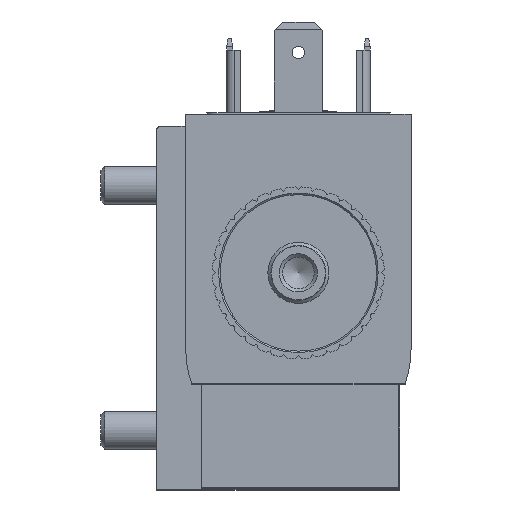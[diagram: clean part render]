
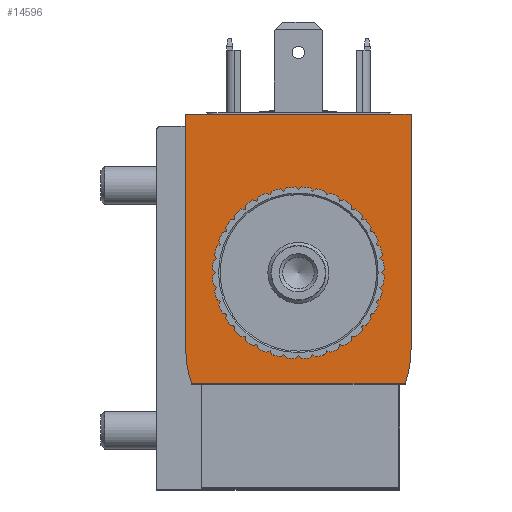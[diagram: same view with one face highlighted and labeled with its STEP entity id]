
A CAD part, top view. The second image highlights one B-rep face of the part: STEP entity #14596.
In plain terms, the highlighted planar face has unit normal (0, 0, 1).
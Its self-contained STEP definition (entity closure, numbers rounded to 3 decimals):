
#338=PLANE('',#15626);
#1158=LINE('',#21579,#2196);
#1161=LINE('',#21585,#2199);
#1165=LINE('',#21595,#2203);
#1171=LINE('',#21617,#2209);
#2196=VECTOR('',#18093,1000.);
#2199=VECTOR('',#18098,1000.);
#2203=VECTOR('',#18108,1000.);
#2209=VECTOR('',#18128,1000.);
#4394=ORIENTED_EDGE('',*,*,#6763,.T.);
#4395=ORIENTED_EDGE('',*,*,#6764,.T.);
#4396=ORIENTED_EDGE('',*,*,#6765,.T.);
#4397=ORIENTED_EDGE('',*,*,#6766,.T.);
#4398=ORIENTED_EDGE('',*,*,#6767,.T.);
#4399=ORIENTED_EDGE('',*,*,#6768,.T.);
#4400=ORIENTED_EDGE('',*,*,#6769,.T.);
#4401=ORIENTED_EDGE('',*,*,#6770,.T.);
#4402=ORIENTED_EDGE('',*,*,#6771,.T.);
#4403=ORIENTED_EDGE('',*,*,#6743,.T.);
#4404=ORIENTED_EDGE('',*,*,#6749,.T.);
#4405=ORIENTED_EDGE('',*,*,#6751,.T.);
#4406=ORIENTED_EDGE('',*,*,#6753,.T.);
#4407=ORIENTED_EDGE('',*,*,#6746,.T.);
#4408=ORIENTED_EDGE('',*,*,#6762,.T.);
#6743=EDGE_CURVE('',#8057,#8058,#1158,.T.);
#6746=EDGE_CURVE('',#8059,#8060,#1161,.T.);
#6749=EDGE_CURVE('',#8058,#8061,#8787,.T.);
#6751=EDGE_CURVE('',#8061,#8062,#1165,.T.);
#6753=EDGE_CURVE('',#8062,#8059,#8788,.T.);
#6762=EDGE_CURVE('',#8060,#8057,#1171,.T.);
#6763=EDGE_CURVE('',#8071,#8071,#8793,.T.);
#6764=EDGE_CURVE('',#8072,#8072,#8794,.T.);
#6765=EDGE_CURVE('',#8073,#8073,#8795,.T.);
#6766=EDGE_CURVE('',#8074,#8074,#8796,.T.);
#6767=EDGE_CURVE('',#8075,#8075,#8797,.T.);
#6768=EDGE_CURVE('',#8076,#8076,#8798,.T.);
#6769=EDGE_CURVE('',#8077,#8077,#8799,.T.);
#6770=EDGE_CURVE('',#8078,#8078,#8800,.T.);
#6771=EDGE_CURVE('',#8079,#8079,#8801,.T.);
#8057=VERTEX_POINT('',#21580);
#8058=VERTEX_POINT('',#21581);
#8059=VERTEX_POINT('',#21586);
#8060=VERTEX_POINT('',#21587);
#8061=VERTEX_POINT('',#21592);
#8062=VERTEX_POINT('',#21596);
#8071=VERTEX_POINT('',#21620);
#8072=VERTEX_POINT('',#21622);
#8073=VERTEX_POINT('',#21624);
#8074=VERTEX_POINT('',#21626);
#8075=VERTEX_POINT('',#21628);
#8076=VERTEX_POINT('',#21630);
#8077=VERTEX_POINT('',#21632);
#8078=VERTEX_POINT('',#21634);
#8079=VERTEX_POINT('',#21636);
#8787=CIRCLE('',#15617,13.5);
#8788=CIRCLE('',#15620,13.5);
#8793=CIRCLE('',#15627,0.875);
#8794=CIRCLE('',#15628,0.875);
#8795=CIRCLE('',#15629,0.875);
#8796=CIRCLE('',#15630,0.875);
#8797=CIRCLE('',#15631,0.875);
#8798=CIRCLE('',#15632,0.875);
#8799=CIRCLE('',#15633,0.875);
#8800=CIRCLE('',#15634,0.875);
#8801=CIRCLE('',#15635,7.8);
#9436=EDGE_LOOP('',(#4394));
#9437=EDGE_LOOP('',(#4395));
#9438=EDGE_LOOP('',(#4396));
#9439=EDGE_LOOP('',(#4397));
#9440=EDGE_LOOP('',(#4398));
#9441=EDGE_LOOP('',(#4399));
#9442=EDGE_LOOP('',(#4400));
#9443=EDGE_LOOP('',(#4401));
#9444=EDGE_LOOP('',(#4402));
#9445=EDGE_LOOP('',(#4403,#4404,#4405,#4406,#4407,#4408));
#10295=FACE_BOUND('',#9436,.T.);
#10296=FACE_BOUND('',#9437,.T.);
#10297=FACE_BOUND('',#9438,.T.);
#10298=FACE_BOUND('',#9439,.T.);
#10299=FACE_BOUND('',#9440,.T.);
#10300=FACE_BOUND('',#9441,.T.);
#10301=FACE_BOUND('',#9442,.T.);
#10302=FACE_BOUND('',#9443,.T.);
#10303=FACE_BOUND('',#9444,.T.);
#10304=FACE_BOUND('',#9445,.T.);
#14596=ADVANCED_FACE('',(#10295,#10296,#10297,#10298,#10299,#10300,#10301,
#10302,#10303,#10304),#338,.T.);
#15617=AXIS2_PLACEMENT_3D('',#21591,#18103,#18104);
#15620=AXIS2_PLACEMENT_3D('',#21599,#18112,#18113);
#15626=AXIS2_PLACEMENT_3D('',#21618,#18129,#18130);
#15627=AXIS2_PLACEMENT_3D('',#21619,#18131,#18132);
#15628=AXIS2_PLACEMENT_3D('',#21621,#18133,#18134);
#15629=AXIS2_PLACEMENT_3D('',#21623,#18135,#18136);
#15630=AXIS2_PLACEMENT_3D('',#21625,#18137,#18138);
#15631=AXIS2_PLACEMENT_3D('',#21627,#18139,#18140);
#15632=AXIS2_PLACEMENT_3D('',#21629,#18141,#18142);
#15633=AXIS2_PLACEMENT_3D('',#21631,#18143,#18144);
#15634=AXIS2_PLACEMENT_3D('',#21633,#18145,#18146);
#15635=AXIS2_PLACEMENT_3D('',#21635,#18147,#18148);
#18093=DIRECTION('',(0.,-1.,0.));
#18098=DIRECTION('',(0.,1.,0.));
#18103=DIRECTION('',(0.,0.,1.));
#18104=DIRECTION('',(1.,0.,0.));
#18108=DIRECTION('',(1.,0.,0.));
#18112=DIRECTION('',(0.,0.,1.));
#18113=DIRECTION('',(1.,0.,0.));
#18128=DIRECTION('',(-1.,0.,0.));
#18129=DIRECTION('',(0.,0.,1.));
#18130=DIRECTION('',(1.,0.,0.));
#18131=DIRECTION('',(0.,0.,-1.));
#18132=DIRECTION('',(-1.,0.,0.));
#18133=DIRECTION('',(0.,0.,-1.));
#18134=DIRECTION('',(-1.,0.,0.));
#18135=DIRECTION('',(0.,0.,-1.));
#18136=DIRECTION('',(-1.,0.,0.));
#18137=DIRECTION('',(0.,0.,-1.));
#18138=DIRECTION('',(-1.,0.,0.));
#18139=DIRECTION('',(0.,0.,-1.));
#18140=DIRECTION('',(-1.,0.,0.));
#18141=DIRECTION('',(0.,0.,-1.));
#18142=DIRECTION('',(-1.,0.,0.));
#18143=DIRECTION('',(0.,0.,-1.));
#18144=DIRECTION('',(-1.,0.,0.));
#18145=DIRECTION('',(0.,0.,-1.));
#18146=DIRECTION('',(-1.,0.,0.));
#18147=DIRECTION('',(0.,0.,-1.));
#18148=DIRECTION('',(-1.,0.,0.));
#21579=CARTESIAN_POINT('',(-14.75,0.,0.));
#21580=CARTESIAN_POINT('',(-14.75,0.,0.));
#21581=CARTESIAN_POINT('',(-14.75,-30.8,0.));
#21585=CARTESIAN_POINT('',(14.75,-30.8,0.));
#21586=CARTESIAN_POINT('',(14.75,-30.8,0.));
#21587=CARTESIAN_POINT('',(14.75,0.,0.));
#21591=CARTESIAN_POINT('',(-1.25,-30.8,0.));
#21592=CARTESIAN_POINT('',(-13.978,-35.3,0.));
#21595=CARTESIAN_POINT('',(-13.978,-35.3,0.));
#21596=CARTESIAN_POINT('',(13.978,-35.3,0.));
#21599=CARTESIAN_POINT('',(1.25,-30.8,0.));
#21617=CARTESIAN_POINT('',(14.75,0.,0.));
#21618=CARTESIAN_POINT('',(-1.25,-30.8,0.));
#21619=CARTESIAN_POINT('',(-9.2,-20.8,0.));
#21620=CARTESIAN_POINT('',(-10.075,-20.8,0.));
#21621=CARTESIAN_POINT('',(-6.505,-27.305,0.));
#21622=CARTESIAN_POINT('',(-7.38,-27.305,0.));
#21623=CARTESIAN_POINT('',(0.,-30.,0.));
#21624=CARTESIAN_POINT('',(-0.875,-30.,0.));
#21625=CARTESIAN_POINT('',(6.505,-27.305,0.));
#21626=CARTESIAN_POINT('',(5.63,-27.305,0.));
#21627=CARTESIAN_POINT('',(9.2,-20.8,0.));
#21628=CARTESIAN_POINT('',(8.325,-20.8,0.));
#21629=CARTESIAN_POINT('',(6.505,-14.295,0.));
#21630=CARTESIAN_POINT('',(5.63,-14.295,0.));
#21631=CARTESIAN_POINT('',(-6.505,-14.295,0.));
#21632=CARTESIAN_POINT('',(-7.38,-14.295,0.));
#21633=CARTESIAN_POINT('',(0.,-11.6,0.));
#21634=CARTESIAN_POINT('',(-0.875,-11.6,0.));
#21635=CARTESIAN_POINT('',(0.,-20.8,0.));
#21636=CARTESIAN_POINT('',(-7.8,-20.8,0.));
